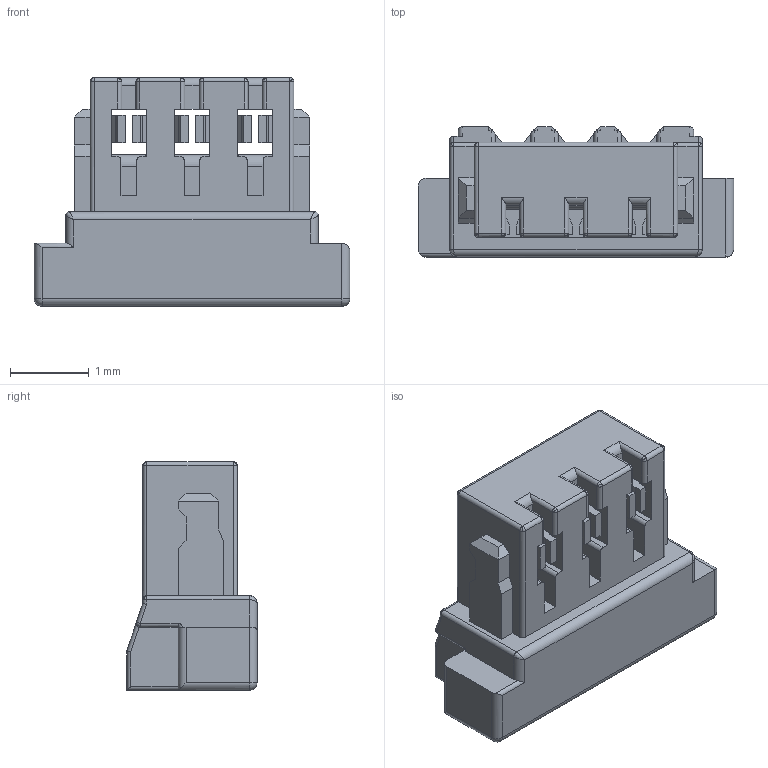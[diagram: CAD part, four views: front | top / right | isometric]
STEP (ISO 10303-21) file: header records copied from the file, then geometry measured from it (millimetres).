
FILE_DESCRIPTION(('CoCreate Modeling STEP Export'),'2;1');
FILE_NAME('WB0813H-03E.stp','2021-09-09T14:16:40',(''),(''),'CoCreate Modeling STEP processor for AP214 (Solid Model)','CoCreate Modeling 16.00 13-May-2008 (C) Parametric Technology GmbH','');
FILE_SCHEMA(('AUTOMOTIVE_DESIGN { 1 0 10303 214 1 1 1 1 }'));
Length unit declared in the file: millimetre
Products named in the file (2): WB0813H-03XXXE
Assembly tree (1 placements, depth 2):
  WB0813H-03XXXE
    WB0813H-03XXXE
Bounding box: 4 x 1.65 x 2.9 mm (x, y, z)
Volume: 8.8 mm3; surface area: 62.7 mm2
Topology: 1 solids, 1 shells, 624 faces, 1766 edges, 1110 vertices
Faces by surface type: plane 393, cylinder 197, sphere 30, bspline 2, torus 2
Entity records: 20343 total; most frequent: CARTESIAN_POINT 3779, ORIENTED_EDGE 3524, DIRECTION 3278, EDGE_CURVE 1762, VECTOR 1310, LINE 1310, VERTEX_POINT 1110, AXIS2_PLACEMENT_3D 984
